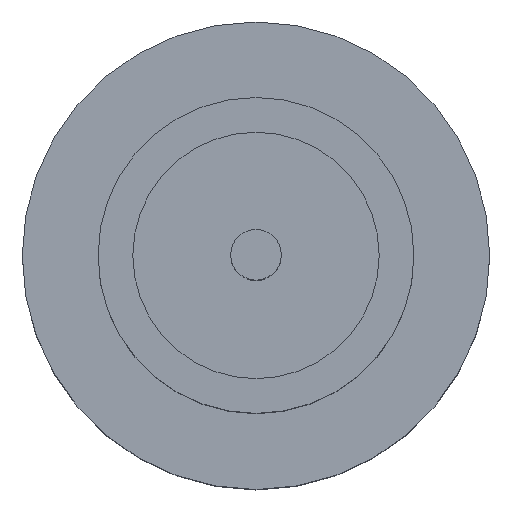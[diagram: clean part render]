
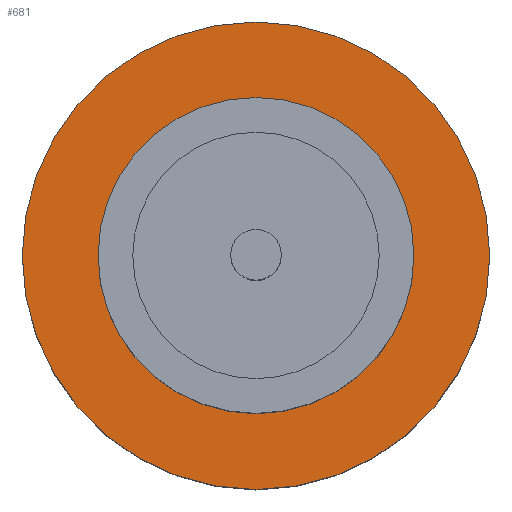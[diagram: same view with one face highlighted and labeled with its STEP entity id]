
A CAD part, top view. The second image highlights one B-rep face of the part: STEP entity #681.
In plain terms, the highlighted planar face has unit normal (0, 0, 1).
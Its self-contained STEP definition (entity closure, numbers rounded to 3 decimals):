
#16 = CIRCLE ( 'NONE', #442, 1.85 ) ;
#41 = DIRECTION ( 'NONE',  ( 0., 0., 1. ) ) ;
#59 = EDGE_CURVE ( 'NONE', #605, #596, #122, .T. ) ;
#91 = PLANE ( 'NONE',  #698 ) ;
#122 = CIRCLE ( 'NONE', #157, 1.25 ) ;
#128 = ORIENTED_EDGE ( 'NONE', *, *, #645, .F. ) ;
#157 = AXIS2_PLACEMENT_3D ( 'NONE', #614, #537, #204 ) ;
#174 = DIRECTION ( 'NONE',  ( 0., 0., 1. ) ) ;
#190 = CARTESIAN_POINT ( 'NONE',  ( 1.25, 0., 1.55 ) ) ;
#204 = DIRECTION ( 'NONE',  ( 1., 0., 0. ) ) ;
#219 = ORIENTED_EDGE ( 'NONE', *, *, #565, .T. ) ;
#250 = EDGE_LOOP ( 'NONE', ( #219, #693 ) ) ;
#273 = EDGE_CURVE ( 'NONE', #612, #616, #544, .T. ) ;
#317 = CARTESIAN_POINT ( 'NONE',  ( 0., 0., 1.55 ) ) ;
#346 = CIRCLE ( 'NONE', #562, 1.25 ) ;
#352 = CARTESIAN_POINT ( 'NONE',  ( 0., 0., 1.55 ) ) ;
#414 = CARTESIAN_POINT ( 'NONE',  ( 1.85, 0., 1.55 ) ) ;
#418 = EDGE_LOOP ( 'NONE', ( #128, #720 ) ) ;
#442 = AXIS2_PLACEMENT_3D ( 'NONE', #317, #174, #845 ) ;
#464 = DIRECTION ( 'NONE',  ( 1., 0., 0. ) ) ;
#514 = FACE_OUTER_BOUND ( 'NONE', #250, .T. ) ;
#537 = DIRECTION ( 'NONE',  ( 0., 0., 1. ) ) ;
#544 = CIRCLE ( 'NONE', #804, 1.85 ) ;
#562 = AXIS2_PLACEMENT_3D ( 'NONE', #647, #625, #691 ) ;
#565 = EDGE_CURVE ( 'NONE', #616, #612, #16, .T. ) ;
#576 = DIRECTION ( 'NONE',  ( 1., 0., 0. ) ) ;
#595 = CARTESIAN_POINT ( 'NONE',  ( -1.25, 0., 1.55 ) ) ;
#596 = VERTEX_POINT ( 'NONE', #190 ) ;
#605 = VERTEX_POINT ( 'NONE', #595 ) ;
#612 = VERTEX_POINT ( 'NONE', #414 ) ;
#614 = CARTESIAN_POINT ( 'NONE',  ( 0., 0., 1.55 ) ) ;
#616 = VERTEX_POINT ( 'NONE', #620 ) ;
#620 = CARTESIAN_POINT ( 'NONE',  ( -1.85, 0., 1.55 ) ) ;
#625 = DIRECTION ( 'NONE',  ( 0., 0., 1. ) ) ;
#645 = EDGE_CURVE ( 'NONE', #596, #605, #346, .T. ) ;
#647 = CARTESIAN_POINT ( 'NONE',  ( 0., 0., 1.55 ) ) ;
#670 = DIRECTION ( 'NONE',  ( 0., 0., 1. ) ) ;
#681 = ADVANCED_FACE ( 'NONE', ( #820, #514 ), #91, .T. ) ;
#691 = DIRECTION ( 'NONE',  ( 1., 0., 0. ) ) ;
#693 = ORIENTED_EDGE ( 'NONE', *, *, #273, .T. ) ;
#698 = AXIS2_PLACEMENT_3D ( 'NONE', #352, #41, #576 ) ;
#720 = ORIENTED_EDGE ( 'NONE', *, *, #59, .F. ) ;
#804 = AXIS2_PLACEMENT_3D ( 'NONE', #843, #670, #464 ) ;
#820 = FACE_BOUND ( 'NONE', #418, .T. ) ;
#843 = CARTESIAN_POINT ( 'NONE',  ( 0., 0., 1.55 ) ) ;
#845 = DIRECTION ( 'NONE',  ( 1., 0., 0. ) ) ;
